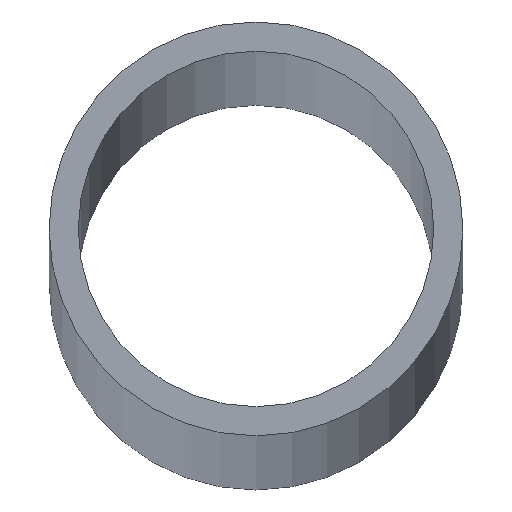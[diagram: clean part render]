
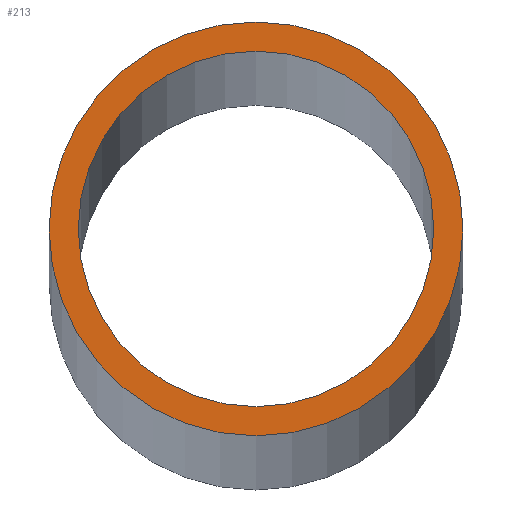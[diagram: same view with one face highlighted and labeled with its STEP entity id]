
A CAD part, top view. The second image highlights one B-rep face of the part: STEP entity #213.
In plain terms, the highlighted planar face has unit normal (0, 0, 1).
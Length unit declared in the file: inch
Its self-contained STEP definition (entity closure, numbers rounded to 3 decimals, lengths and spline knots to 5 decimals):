
#10 = EDGE_CURVE ( 'NONE', #47, #97, #76, .T. ) ;
#11 = ORIENTED_EDGE ( 'NONE', *, *, #88, .T. ) ;
#18 = AXIS2_PLACEMENT_3D ( 'NONE', #66, #125, #30 ) ;
#20 = CARTESIAN_POINT ( 'NONE',  ( 0., 0., 216. ) ) ;
#30 = DIRECTION ( 'NONE',  ( 1., 0., 0. ) ) ;
#40 = DIRECTION ( 'NONE',  ( 0., 0., 1. ) ) ;
#46 = VERTEX_POINT ( 'NONE', #185 ) ;
#47 = VERTEX_POINT ( 'NONE', #108 ) ;
#51 = ORIENTED_EDGE ( 'NONE', *, *, #143, .F. ) ;
#53 = CARTESIAN_POINT ( 'NONE',  ( 0., 0., 216. ) ) ;
#55 = PLANE ( 'NONE',  #244 ) ;
#56 = CARTESIAN_POINT ( 'NONE',  ( 0., 0., 216. ) ) ;
#65 = ORIENTED_EDGE ( 'NONE', *, *, #191, .T. ) ;
#66 = CARTESIAN_POINT ( 'NONE',  ( 0., 0., 216. ) ) ;
#74 = DIRECTION ( 'NONE',  ( 1., 0., 0. ) ) ;
#76 = CIRCLE ( 'NONE', #18, 1.237 ) ;
#78 = AXIS2_PLACEMENT_3D ( 'NONE', #53, #129, #85 ) ;
#85 = DIRECTION ( 'NONE',  ( 1., 0., 0. ) ) ;
#88 = EDGE_CURVE ( 'NONE', #120, #46, #234, .T. ) ;
#91 = CARTESIAN_POINT ( 'NONE',  ( 0., 0., 216. ) ) ;
#92 = DIRECTION ( 'NONE',  ( 0., 0., 1. ) ) ;
#97 = VERTEX_POINT ( 'NONE', #228 ) ;
#103 = AXIS2_PLACEMENT_3D ( 'NONE', #56, #110, #133 ) ;
#108 = CARTESIAN_POINT ( 'NONE',  ( -1.237, 0., 216. ) ) ;
#109 = AXIS2_PLACEMENT_3D ( 'NONE', #20, #40, #190 ) ;
#110 = DIRECTION ( 'NONE',  ( 0., 0., 1. ) ) ;
#120 = VERTEX_POINT ( 'NONE', #150 ) ;
#125 = DIRECTION ( 'NONE',  ( 0., 0., 1. ) ) ;
#127 = EDGE_LOOP ( 'NONE', ( #65, #11 ) ) ;
#129 = DIRECTION ( 'NONE',  ( 0., 0., 1. ) ) ;
#130 = CIRCLE ( 'NONE', #103, 1.237 ) ;
#133 = DIRECTION ( 'NONE',  ( 1., 0., 0. ) ) ;
#142 = CIRCLE ( 'NONE', #78, 1.44 ) ;
#143 = EDGE_CURVE ( 'NONE', #97, #47, #130, .T. ) ;
#150 = CARTESIAN_POINT ( 'NONE',  ( 1.44, 0., 216. ) ) ;
#182 = ORIENTED_EDGE ( 'NONE', *, *, #10, .F. ) ;
#185 = CARTESIAN_POINT ( 'NONE',  ( -1.44, 0., 216. ) ) ;
#190 = DIRECTION ( 'NONE',  ( 1., 0., 0. ) ) ;
#191 = EDGE_CURVE ( 'NONE', #46, #120, #142, .T. ) ;
#213 = ADVANCED_FACE ( 'NONE', ( #227, #226 ), #55, .T. ) ;
#226 = FACE_BOUND ( 'NONE', #240, .T. ) ;
#227 = FACE_OUTER_BOUND ( 'NONE', #127, .T. ) ;
#228 = CARTESIAN_POINT ( 'NONE',  ( 1.237, 0., 216. ) ) ;
#234 = CIRCLE ( 'NONE', #109, 1.44 ) ;
#240 = EDGE_LOOP ( 'NONE', ( #182, #51 ) ) ;
#244 = AXIS2_PLACEMENT_3D ( 'NONE', #91, #92, #74 ) ;
